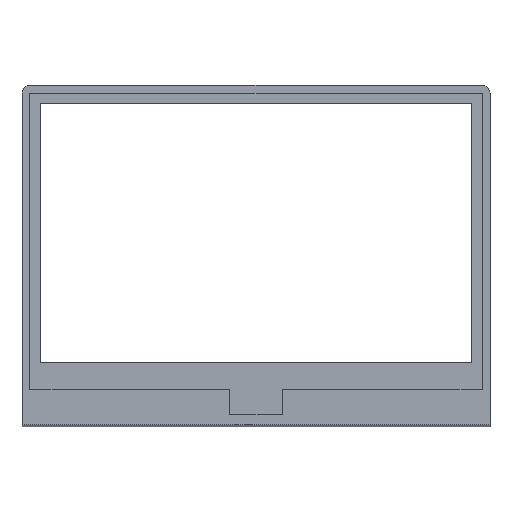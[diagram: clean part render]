
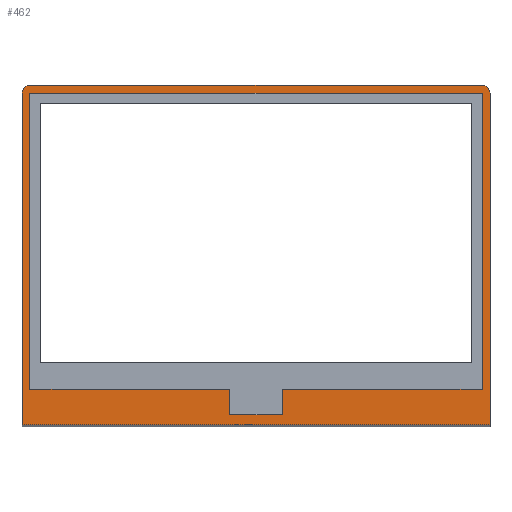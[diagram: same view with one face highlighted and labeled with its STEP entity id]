
A CAD part, top view. The second image highlights one B-rep face of the part: STEP entity #462.
In plain terms, the highlighted planar face has unit normal (0, 0, 1).
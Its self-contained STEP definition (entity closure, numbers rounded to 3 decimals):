
#15=FACE_BOUND('',#81,.T.);
#27=PLANE('',#508);
#53=FACE_OUTER_BOUND('',#80,.T.);
#80=EDGE_LOOP('',(#344,#345,#346,#347,#348,#349));
#81=EDGE_LOOP('',(#350,#351,#352,#353,#354,#355,#356,#357));
#111=LINE('',#783,#164);
#112=LINE('',#787,#165);
#113=LINE('',#789,#166);
#114=LINE('',#790,#167);
#115=LINE('',#793,#168);
#116=LINE('',#795,#169);
#117=LINE('',#797,#170);
#118=LINE('',#799,#171);
#119=LINE('',#801,#172);
#120=LINE('',#803,#173);
#121=LINE('',#805,#174);
#122=LINE('',#806,#175);
#164=VECTOR('',#563,10.);
#165=VECTOR('',#566,10.);
#166=VECTOR('',#567,10.);
#167=VECTOR('',#568,10.);
#168=VECTOR('',#569,10.);
#169=VECTOR('',#570,10.);
#170=VECTOR('',#571,10.);
#171=VECTOR('',#572,10.);
#172=VECTOR('',#573,10.);
#173=VECTOR('',#574,10.);
#174=VECTOR('',#575,10.);
#175=VECTOR('',#576,10.);
#216=CIRCLE('',#506,3.);
#218=CIRCLE('',#509,3.);
#226=VERTEX_POINT('',#773);
#227=VERTEX_POINT('',#774);
#230=VERTEX_POINT('',#782);
#231=VERTEX_POINT('',#784);
#232=VERTEX_POINT('',#786);
#233=VERTEX_POINT('',#788);
#234=VERTEX_POINT('',#791);
#235=VERTEX_POINT('',#792);
#236=VERTEX_POINT('',#794);
#237=VERTEX_POINT('',#796);
#238=VERTEX_POINT('',#798);
#239=VERTEX_POINT('',#800);
#240=VERTEX_POINT('',#802);
#241=VERTEX_POINT('',#804);
#271=EDGE_CURVE('',#226,#227,#216,.T.);
#275=EDGE_CURVE('',#226,#230,#111,.T.);
#276=EDGE_CURVE('',#231,#230,#218,.T.);
#277=EDGE_CURVE('',#231,#232,#112,.T.);
#278=EDGE_CURVE('',#232,#233,#113,.T.);
#279=EDGE_CURVE('',#233,#227,#114,.T.);
#280=EDGE_CURVE('',#234,#235,#115,.T.);
#281=EDGE_CURVE('',#235,#236,#116,.T.);
#282=EDGE_CURVE('',#236,#237,#117,.T.);
#283=EDGE_CURVE('',#237,#238,#118,.T.);
#284=EDGE_CURVE('',#238,#239,#119,.T.);
#285=EDGE_CURVE('',#239,#240,#120,.T.);
#286=EDGE_CURVE('',#240,#241,#121,.T.);
#287=EDGE_CURVE('',#241,#234,#122,.T.);
#344=ORIENTED_EDGE('',*,*,#271,.F.);
#345=ORIENTED_EDGE('',*,*,#275,.T.);
#346=ORIENTED_EDGE('',*,*,#276,.F.);
#347=ORIENTED_EDGE('',*,*,#277,.T.);
#348=ORIENTED_EDGE('',*,*,#278,.T.);
#349=ORIENTED_EDGE('',*,*,#279,.T.);
#350=ORIENTED_EDGE('',*,*,#280,.T.);
#351=ORIENTED_EDGE('',*,*,#281,.T.);
#352=ORIENTED_EDGE('',*,*,#282,.T.);
#353=ORIENTED_EDGE('',*,*,#283,.T.);
#354=ORIENTED_EDGE('',*,*,#284,.T.);
#355=ORIENTED_EDGE('',*,*,#285,.T.);
#356=ORIENTED_EDGE('',*,*,#286,.T.);
#357=ORIENTED_EDGE('',*,*,#287,.T.);
#462=ADVANCED_FACE('',(#53,#15),#27,.T.);
#506=AXIS2_PLACEMENT_3D('',#775,#555,#556);
#508=AXIS2_PLACEMENT_3D('',#781,#561,#562);
#509=AXIS2_PLACEMENT_3D('',#785,#564,#565);
#555=DIRECTION('center_axis',(0.,0.,-1.));
#556=DIRECTION('ref_axis',(0.707,0.707,0.));
#561=DIRECTION('center_axis',(0.,0.,1.));
#562=DIRECTION('ref_axis',(1.,0.,0.));
#563=DIRECTION('',(-1.,0.,0.));
#564=DIRECTION('center_axis',(0.,0.,-1.));
#565=DIRECTION('ref_axis',(-0.707,0.707,0.));
#566=DIRECTION('',(0.,-1.,0.));
#567=DIRECTION('',(1.,0.,0.));
#568=DIRECTION('',(0.,1.,0.));
#569=DIRECTION('',(0.,1.,0.));
#570=DIRECTION('',(-1.,0.,0.));
#571=DIRECTION('',(0.,1.,0.));
#572=DIRECTION('',(1.,0.,0.));
#573=DIRECTION('',(0.,-1.,0.));
#574=DIRECTION('',(-1.,0.,0.));
#575=DIRECTION('',(0.,-1.,0.));
#576=DIRECTION('',(-1.,0.,0.));
#773=CARTESIAN_POINT('',(245.306,91.267,1.2));
#774=CARTESIAN_POINT('',(248.306,88.267,1.2));
#775=CARTESIAN_POINT('Origin',(245.306,88.267,1.2));
#781=CARTESIAN_POINT('Origin',(159.806,27.267,1.2));
#782=CARTESIAN_POINT('',(74.306,91.267,1.2));
#783=CARTESIAN_POINT('',(71.306,91.267,1.2));
#784=CARTESIAN_POINT('',(71.306,88.267,1.2));
#785=CARTESIAN_POINT('Origin',(74.306,88.267,1.2));
#786=CARTESIAN_POINT('',(71.306,-37.135,1.2));
#787=CARTESIAN_POINT('',(71.306,-36.733,1.2));
#788=CARTESIAN_POINT('',(248.306,-37.135,1.2));
#789=CARTESIAN_POINT('',(71.306,-37.135,1.2));
#790=CARTESIAN_POINT('',(248.306,-37.014,1.2));
#791=CARTESIAN_POINT('',(149.806,-33.333,1.2));
#792=CARTESIAN_POINT('',(149.806,-23.733,1.2));
#793=CARTESIAN_POINT('',(149.806,-23.333,1.2));
#794=CARTESIAN_POINT('',(74.306,-23.733,1.2));
#795=CARTESIAN_POINT('',(245.306,-23.733,1.2));
#796=CARTESIAN_POINT('',(74.306,88.267,1.2));
#797=CARTESIAN_POINT('',(74.306,-23.733,1.2));
#798=CARTESIAN_POINT('',(245.306,88.267,1.2));
#799=CARTESIAN_POINT('',(74.306,88.267,1.2));
#800=CARTESIAN_POINT('',(245.306,-23.733,1.2));
#801=CARTESIAN_POINT('',(245.306,88.267,1.2));
#802=CARTESIAN_POINT('',(169.806,-23.733,1.2));
#803=CARTESIAN_POINT('',(245.306,-23.733,1.2));
#804=CARTESIAN_POINT('',(169.806,-33.333,1.2));
#805=CARTESIAN_POINT('',(169.806,-33.333,1.2));
#806=CARTESIAN_POINT('',(149.806,-33.333,1.2));
